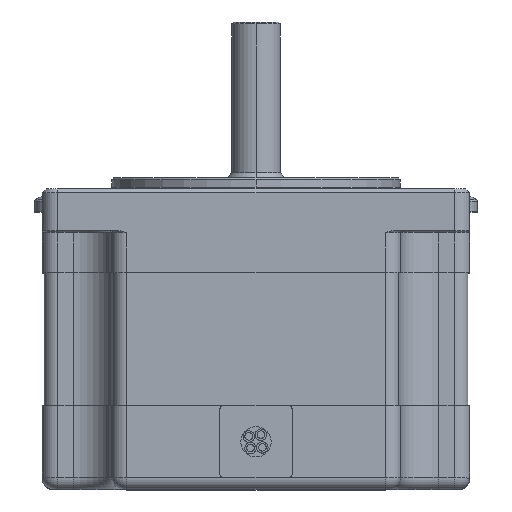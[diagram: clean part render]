
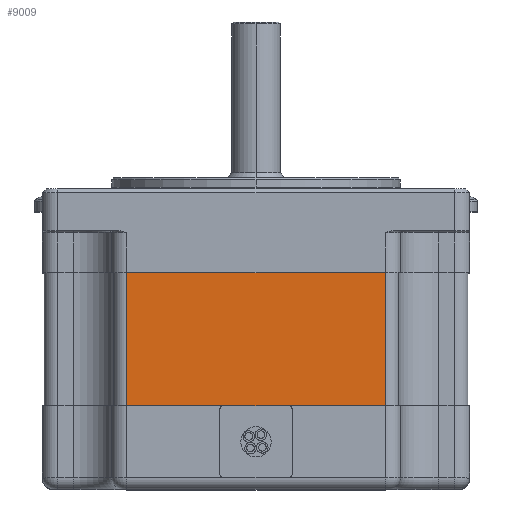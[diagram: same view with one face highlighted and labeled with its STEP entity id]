
A CAD part, top view. The second image highlights one B-rep face of the part: STEP entity #9009.
In plain terms, the highlighted planar face has unit normal (0, 0, 1).
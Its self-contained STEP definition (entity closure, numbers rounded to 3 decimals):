
#457 = CARTESIAN_POINT ( 'NONE',  ( -17., 39.5, 27.85 ) ) ;
#828 = CARTESIAN_POINT ( 'NONE',  ( -17., 28.5, 27.85 ) ) ;
#1240 = EDGE_CURVE ( 'NONE', #7171, #11959, #5597, .T. ) ;
#1765 = ORIENTED_EDGE ( 'NONE', *, *, #5977, .F. ) ;
#1850 = ORIENTED_EDGE ( 'NONE', *, *, #13624, .T. ) ;
#2017 = ORIENTED_EDGE ( 'NONE', *, *, #5268, .T. ) ;
#2348 = PLANE ( 'NONE',  #12907 ) ;
#3032 = LINE ( 'NONE', #13011, #4287 ) ;
#3481 = CARTESIAN_POINT ( 'NONE',  ( 17., 11., 27.85 ) ) ;
#3684 = CARTESIAN_POINT ( 'NONE',  ( 17., 39.5, 27.85 ) ) ;
#4210 = CARTESIAN_POINT ( 'NONE',  ( -17., 11., 27.85 ) ) ;
#4287 = VECTOR ( 'NONE', #9630, 1000. ) ;
#5268 = EDGE_CURVE ( 'NONE', #13245, #7171, #5928, .T. ) ;
#5507 = ORIENTED_EDGE ( 'NONE', *, *, #1240, .T. ) ;
#5597 = LINE ( 'NONE', #3481, #9481 ) ;
#5928 = LINE ( 'NONE', #457, #13287 ) ;
#5977 = EDGE_CURVE ( 'NONE', #6049, #11959, #8656, .T. ) ;
#6049 = VERTEX_POINT ( 'NONE', #11050 ) ;
#6735 = DIRECTION ( 'NONE',  ( 0., 0., -1. ) ) ;
#6984 = DIRECTION ( 'NONE',  ( 0., -1., 0. ) ) ;
#7057 = DIRECTION ( 'NONE',  ( 0., -1., 0. ) ) ;
#7171 = VERTEX_POINT ( 'NONE', #4210 ) ;
#7366 = EDGE_LOOP ( 'NONE', ( #2017, #5507, #1765, #1850 ) ) ;
#8656 = LINE ( 'NONE', #3684, #11271 ) ;
#9009 = ADVANCED_FACE ( 'NONE', ( #12177 ), #2348, .F. ) ;
#9481 = VECTOR ( 'NONE', #12094, 1000. ) ;
#9630 = DIRECTION ( 'NONE',  ( -1., 0., 0. ) ) ;
#9729 = CARTESIAN_POINT ( 'NONE',  ( 17., 39.5, 27.85 ) ) ;
#11050 = CARTESIAN_POINT ( 'NONE',  ( 17., 28.5, 27.85 ) ) ;
#11065 = DIRECTION ( 'NONE',  ( -1., 0., 0. ) ) ;
#11271 = VECTOR ( 'NONE', #6984, 1000. ) ;
#11959 = VERTEX_POINT ( 'NONE', #13249 ) ;
#12094 = DIRECTION ( 'NONE',  ( 1., 0., 0. ) ) ;
#12177 = FACE_OUTER_BOUND ( 'NONE', #7366, .T. ) ;
#12907 = AXIS2_PLACEMENT_3D ( 'NONE', #9729, #6735, #11065 ) ;
#13011 = CARTESIAN_POINT ( 'NONE',  ( 17., 28.5, 27.85 ) ) ;
#13245 = VERTEX_POINT ( 'NONE', #828 ) ;
#13249 = CARTESIAN_POINT ( 'NONE',  ( 17., 11., 27.85 ) ) ;
#13287 = VECTOR ( 'NONE', #7057, 1000. ) ;
#13624 = EDGE_CURVE ( 'NONE', #6049, #13245, #3032, .T. ) ;
